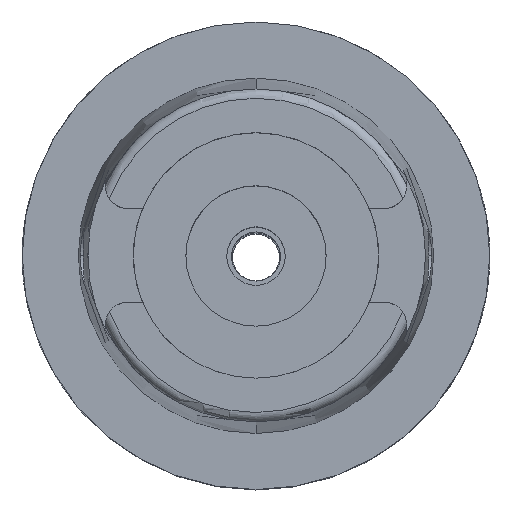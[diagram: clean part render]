
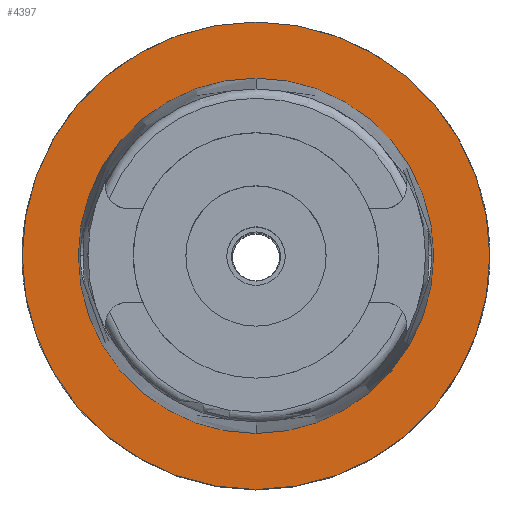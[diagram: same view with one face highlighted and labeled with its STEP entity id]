
A CAD part, top view. The second image highlights one B-rep face of the part: STEP entity #4397.
In plain terms, the highlighted planar face has unit normal (0, 0, 1).
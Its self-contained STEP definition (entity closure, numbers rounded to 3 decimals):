
#2255=CARTESIAN_POINT('',(0.,0.,0.));
#2256=DIRECTION('',(0.,0.,-1.));
#2257=DIRECTION('',(0.,-1.,0.));
#2258=AXIS2_PLACEMENT_3D('',#2255,#2256,#2257);
#2263=CARTESIAN_POINT('',(0.,0.,0.));
#2264=DIRECTION('',(0.,0.,-1.));
#2265=DIRECTION('',(0.,1.,0.));
#2266=AXIS2_PLACEMENT_3D('',#2263,#2264,#2265);
#2271=CARTESIAN_POINT('',(0.,0.,0.));
#2272=DIRECTION('',(0.,0.,1.));
#2273=DIRECTION('',(0.,-1.,0.));
#2274=AXIS2_PLACEMENT_3D('',#2271,#2272,#2273);
#2279=CARTESIAN_POINT('',(0.,0.,0.));
#2280=DIRECTION('',(0.,0.,1.));
#2281=DIRECTION('',(0.,1.,0.));
#2282=AXIS2_PLACEMENT_3D('',#2279,#2280,#2281);
#2483=CARTESIAN_POINT('',(0.,-15.2,0.));
#2484=VERTEX_POINT('',#2483);
#2485=CARTESIAN_POINT('',(0.,15.2,0.));
#2486=VERTEX_POINT('',#2485);
#2753=CARTESIAN_POINT('',(0.,20.,0.));
#2754=VERTEX_POINT('',#2753);
#2755=CARTESIAN_POINT('',(0.,-20.,0.));
#2756=VERTEX_POINT('',#2755);
#4384=CARTESIAN_POINT('',(0.,0.,0.));
#4385=DIRECTION('',(0.,0.,-1.));
#4386=DIRECTION('',(0.,-1.,0.));
#4387=AXIS2_PLACEMENT_3D('',#4384,#4385,#4386);
#4388=PLANE('',#4387);
#4389=ORIENTED_EDGE('',*,*,#3996,.T.);
#4390=ORIENTED_EDGE('',*,*,#4139,.T.);
#4391=EDGE_LOOP('',(#4389,#4390));
#4392=FACE_OUTER_BOUND('',#4391,.F.);
#4393=ORIENTED_EDGE('',*,*,#2984,.T.);
#4394=ORIENTED_EDGE('',*,*,#2953,.T.);
#4395=EDGE_LOOP('',(#4393,#4394));
#4396=FACE_BOUND('',#4395,.F.);
#2259=CIRCLE('',#2258,20.);
#2267=CIRCLE('',#2266,20.);
#2275=CIRCLE('',#2274,15.2);
#2283=CIRCLE('',#2282,15.2);
#2953=EDGE_CURVE('',#2486,#2484,#2283,.T.);
#2984=EDGE_CURVE('',#2484,#2486,#2275,.T.);
#3996=EDGE_CURVE('',#2756,#2754,#2259,.T.);
#4139=EDGE_CURVE('',#2754,#2756,#2267,.T.);
#4397=ADVANCED_FACE('',(#4392,#4396),#4388,.F.);
